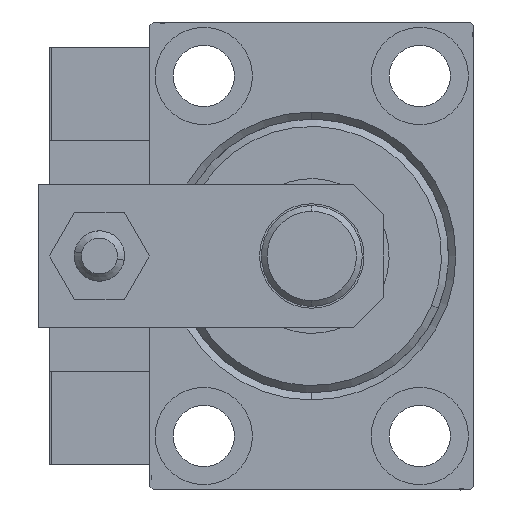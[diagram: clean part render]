
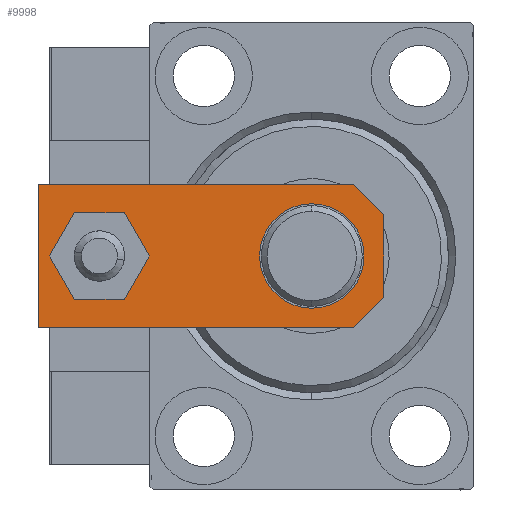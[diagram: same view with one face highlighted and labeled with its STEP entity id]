
A CAD part, left-side view. The second image highlights one B-rep face of the part: STEP entity #9998.
In plain terms, the highlighted face is planar.
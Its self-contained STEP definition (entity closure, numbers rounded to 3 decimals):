
#88 = DIRECTION ( 'NONE',  ( 1., 0., 0. ) ) ;
#706 = EDGE_CURVE ( 'NONE', #10159, #4039, #5982, .T. ) ;
#1002 = CARTESIAN_POINT ( 'NONE',  ( 7.25, 10., 6. ) ) ;
#1273 = VECTOR ( 'NONE', #9605, 1000. ) ;
#1493 = CIRCLE ( 'NONE', #30330, 7.25 ) ;
#2038 = DIRECTION ( 'NONE',  ( 1., 0., 0. ) ) ;
#2194 = DIRECTION ( 'NONE',  ( 0., 0., 1. ) ) ;
#2919 = EDGE_CURVE ( 'NONE', #50404, #13074, #9089, .T. ) ;
#3173 = EDGE_LOOP ( 'NONE', ( #23940, #9392 ) ) ;
#4009 = EDGE_LOOP ( 'NONE', ( #30067, #39066 ) ) ;
#4039 = VERTEX_POINT ( 'NONE', #29260 ) ;
#4532 = EDGE_CURVE ( 'NONE', #40841, #42136, #49666, .T. ) ;
#4709 = CARTESIAN_POINT ( 'NONE',  ( -2.88, -2.88, 6. ) ) ;
#5982 = LINE ( 'NONE', #29682, #28642 ) ;
#6581 = PLANE ( 'NONE',  #33420 ) ;
#7423 = LINE ( 'NONE', #46608, #22220 ) ;
#8589 = CARTESIAN_POINT ( 'NONE',  ( 10., 4.24, 6. ) ) ;
#8757 = EDGE_CURVE ( 'NONE', #29539, #32008, #34199, .T. ) ;
#8879 = CARTESIAN_POINT ( 'NONE',  ( -5.76, 0., 6. ) ) ;
#8998 = CARTESIAN_POINT ( 'NONE',  ( 0., 10., 6. ) ) ;
#9089 = LINE ( 'NONE', #4709, #27919 ) ;
#9213 = CARTESIAN_POINT ( 'NONE',  ( 0., 39.5, 6. ) ) ;
#9284 = EDGE_CURVE ( 'NONE', #4039, #35690, #45433, .T. ) ;
#9392 = ORIENTED_EDGE ( 'NONE', *, *, #8757, .F. ) ;
#9605 = DIRECTION ( 'NONE',  ( -1., 0., 0. ) ) ;
#9998 = ADVANCED_FACE ( 'NONE', ( #21549, #18204, #26160 ), #6581, .T. ) ;
#10159 = VERTEX_POINT ( 'NONE', #8589 ) ;
#13074 = VERTEX_POINT ( 'NONE', #8879 ) ;
#13096 = DIRECTION ( 'NONE',  ( 1., 0., 0. ) ) ;
#13404 = AXIS2_PLACEMENT_3D ( 'NONE', #20522, #23878, #27984 ) ;
#14142 = DIRECTION ( 'NONE',  ( 0., 0., 1. ) ) ;
#14275 = EDGE_CURVE ( 'NONE', #20314, #10159, #17334, .T. ) ;
#14900 = CARTESIAN_POINT ( 'NONE',  ( -7.25, 10., 6. ) ) ;
#15783 = EDGE_CURVE ( 'NONE', #42136, #40841, #1493, .T. ) ;
#17334 = LINE ( 'NONE', #48235, #50878 ) ;
#17968 = ORIENTED_EDGE ( 'NONE', *, *, #9284, .T. ) ;
#18204 = FACE_OUTER_BOUND ( 'NONE', #22601, .T. ) ;
#18270 = DIRECTION ( 'NONE',  ( 1., 0., 0. ) ) ;
#18405 = AXIS2_PLACEMENT_3D ( 'NONE', #30101, #14142, #18270 ) ;
#19709 = CARTESIAN_POINT ( 'NONE',  ( -10., 0., 6. ) ) ;
#20005 = VECTOR ( 'NONE', #88, 1000. ) ;
#20314 = VERTEX_POINT ( 'NONE', #31584 ) ;
#20522 = CARTESIAN_POINT ( 'NONE',  ( 0., 39.5, 6. ) ) ;
#20651 = CARTESIAN_POINT ( 'NONE',  ( -4., 39.5, 6. ) ) ;
#21549 = FACE_BOUND ( 'NONE', #3173, .T. ) ;
#21805 = CARTESIAN_POINT ( 'NONE',  ( 0., 0., 6. ) ) ;
#22220 = VECTOR ( 'NONE', #42481, 1000. ) ;
#22339 = ORIENTED_EDGE ( 'NONE', *, *, #38405, .T. ) ;
#22601 = EDGE_LOOP ( 'NONE', ( #22339, #37268, #42384, #36119, #32137, #17968 ) ) ;
#23878 = DIRECTION ( 'NONE',  ( 0., 0., 1. ) ) ;
#23940 = ORIENTED_EDGE ( 'NONE', *, *, #28667, .F. ) ;
#26160 = FACE_BOUND ( 'NONE', #4009, .T. ) ;
#27919 = VECTOR ( 'NONE', #36153, 1000. ) ;
#27984 = DIRECTION ( 'NONE',  ( 1., 0., 0. ) ) ;
#28627 = DIRECTION ( 'NONE',  ( 0.707, 0.707, 0. ) ) ;
#28642 = VECTOR ( 'NONE', #45413, 1000. ) ;
#28667 = EDGE_CURVE ( 'NONE', #32008, #29539, #30691, .T. ) ;
#29188 = CARTESIAN_POINT ( 'NONE',  ( 10., 48., 6. ) ) ;
#29260 = CARTESIAN_POINT ( 'NONE',  ( 10., 48., 6. ) ) ;
#29539 = VERTEX_POINT ( 'NONE', #33258 ) ;
#29682 = CARTESIAN_POINT ( 'NONE',  ( 10., 0., 6. ) ) ;
#30067 = ORIENTED_EDGE ( 'NONE', *, *, #15783, .F. ) ;
#30101 = CARTESIAN_POINT ( 'NONE',  ( 0., 10., 6. ) ) ;
#30330 = AXIS2_PLACEMENT_3D ( 'NONE', #8998, #37353, #2038 ) ;
#30691 = CIRCLE ( 'NONE', #13404, 4. ) ;
#31288 = LINE ( 'NONE', #19709, #20005 ) ;
#31584 = CARTESIAN_POINT ( 'NONE',  ( 5.76, 0., 6. ) ) ;
#32008 = VERTEX_POINT ( 'NONE', #20651 ) ;
#32137 = ORIENTED_EDGE ( 'NONE', *, *, #706, .T. ) ;
#33258 = CARTESIAN_POINT ( 'NONE',  ( 4., 39.5, 6. ) ) ;
#33420 = AXIS2_PLACEMENT_3D ( 'NONE', #21805, #2194, #33642 ) ;
#33642 = DIRECTION ( 'NONE',  ( 1., 0., 0. ) ) ;
#33963 = CARTESIAN_POINT ( 'NONE',  ( -10., 4.24, 6. ) ) ;
#34199 = CIRCLE ( 'NONE', #42448, 4. ) ;
#35690 = VERTEX_POINT ( 'NONE', #49676 ) ;
#36119 = ORIENTED_EDGE ( 'NONE', *, *, #14275, .T. ) ;
#36153 = DIRECTION ( 'NONE',  ( 0.707, -0.707, 0. ) ) ;
#37268 = ORIENTED_EDGE ( 'NONE', *, *, #2919, .T. ) ;
#37353 = DIRECTION ( 'NONE',  ( 0., 0., 1. ) ) ;
#38405 = EDGE_CURVE ( 'NONE', #35690, #50404, #7423, .T. ) ;
#39066 = ORIENTED_EDGE ( 'NONE', *, *, #4532, .F. ) ;
#40841 = VERTEX_POINT ( 'NONE', #1002 ) ;
#42136 = VERTEX_POINT ( 'NONE', #14900 ) ;
#42384 = ORIENTED_EDGE ( 'NONE', *, *, #45626, .T. ) ;
#42448 = AXIS2_PLACEMENT_3D ( 'NONE', #9213, #48390, #13096 ) ;
#42481 = DIRECTION ( 'NONE',  ( 0., -1., 0. ) ) ;
#45413 = DIRECTION ( 'NONE',  ( 0., 1., 0. ) ) ;
#45433 = LINE ( 'NONE', #29188, #1273 ) ;
#45626 = EDGE_CURVE ( 'NONE', #13074, #20314, #31288, .T. ) ;
#46608 = CARTESIAN_POINT ( 'NONE',  ( -10., 48., 6. ) ) ;
#48235 = CARTESIAN_POINT ( 'NONE',  ( 2.88, -2.88, 6. ) ) ;
#48390 = DIRECTION ( 'NONE',  ( 0., 0., 1. ) ) ;
#49666 = CIRCLE ( 'NONE', #18405, 7.25 ) ;
#49676 = CARTESIAN_POINT ( 'NONE',  ( -10., 48., 6. ) ) ;
#50404 = VERTEX_POINT ( 'NONE', #33963 ) ;
#50878 = VECTOR ( 'NONE', #28627, 1000. ) ;
